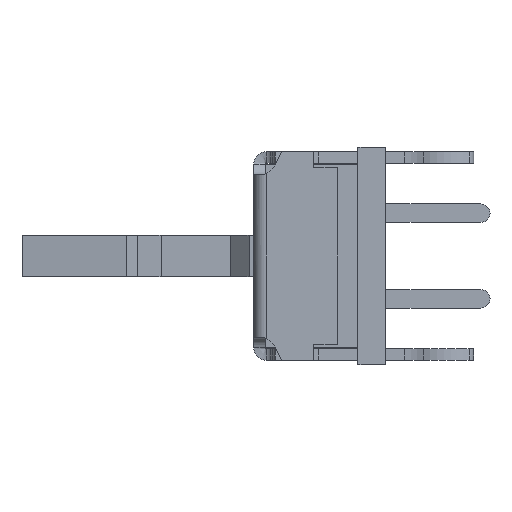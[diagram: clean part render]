
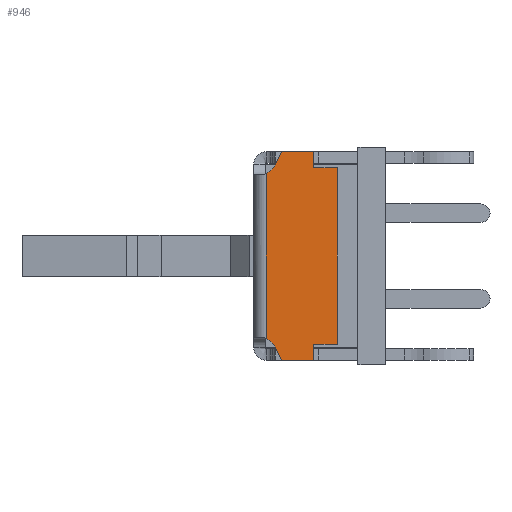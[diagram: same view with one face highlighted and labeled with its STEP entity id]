
A CAD part, left-side view. The second image highlights one B-rep face of the part: STEP entity #946.
In plain terms, the highlighted planar face has unit normal (-1, 0, 0).
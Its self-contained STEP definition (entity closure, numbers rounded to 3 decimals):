
#98 = EDGE_CURVE ( 'NONE', #1391, #890, #1250, .T. ) ;
#181 = LINE ( 'NONE', #6815, #5923 ) ;
#217 = CARTESIAN_POINT ( 'NONE',  ( -30., 5.691, -3.761 ) ) ;
#261 = CARTESIAN_POINT ( 'NONE',  ( -30., 5.761, 3.691 ) ) ;
#326 = CARTESIAN_POINT ( 'NONE',  ( -30., 2.9, -3.8 ) ) ;
#338 = LINE ( 'NONE', #1633, #2290 ) ;
#431 = DIRECTION ( 'NONE',  ( 0., -1., 0. ) ) ;
#645 = EDGE_CURVE ( 'NONE', #8205, #890, #181, .T. ) ;
#673 = VECTOR ( 'NONE', #7790, 1000. ) ;
#845 = EDGE_CURVE ( 'NONE', #8873, #4033, #2096, .T. ) ;
#857 = VECTOR ( 'NONE', #2843, 1000. ) ;
#864 = PLANE ( 'NONE',  #8958 ) ;
#890 = VERTEX_POINT ( 'NONE', #6697 ) ;
#946 = ADVANCED_FACE ( 'NONE', ( #7394 ), #864, .T. ) ;
#973 = CARTESIAN_POINT ( 'NONE',  ( -30., 3.9, 4.5 ) ) ;
#1002 = LINE ( 'NONE', #8546, #1634 ) ;
#1126 = VERTEX_POINT ( 'NONE', #2453 ) ;
#1207 = EDGE_CURVE ( 'NONE', #9550, #6598, #1002, .T. ) ;
#1223 = EDGE_CURVE ( 'NONE', #2501, #8873, #2500, .T. ) ;
#1250 = LINE ( 'NONE', #5788, #9730 ) ;
#1386 = ORIENTED_EDGE ( 'NONE', *, *, #6437, .F. ) ;
#1391 = VERTEX_POINT ( 'NONE', #8082 ) ;
#1398 = CARTESIAN_POINT ( 'NONE',  ( -30., 3.9, -3.8 ) ) ;
#1456 = DIRECTION ( 'NONE',  ( 0., 1., 0. ) ) ;
#1633 = CARTESIAN_POINT ( 'NONE',  ( -30., 3.9, 4.5 ) ) ;
#1634 = VECTOR ( 'NONE', #6289, 1000. ) ;
#1737 = AXIS2_PLACEMENT_3D ( 'NONE', #5982, #5284, #2293 ) ;
#1798 = LINE ( 'NONE', #9520, #857 ) ;
#1828 = VECTOR ( 'NONE', #8180, 1000. ) ;
#1856 = ORIENTED_EDGE ( 'NONE', *, *, #4964, .F. ) ;
#1921 = ORIENTED_EDGE ( 'NONE', *, *, #1207, .F. ) ;
#1932 = EDGE_LOOP ( 'NONE', ( #5519, #4368, #9674, #5119, #1856, #7646, #7689, #6519, #7715, #5255, #1921, #5844, #1944, #1386, #4512, #4442 ) ) ;
#1944 = ORIENTED_EDGE ( 'NONE', *, *, #2526, .F. ) ;
#2023 = EDGE_CURVE ( 'NONE', #2281, #1391, #4073, .T. ) ;
#2096 = LINE ( 'NONE', #5742, #8324 ) ;
#2125 = VERTEX_POINT ( 'NONE', #217 ) ;
#2196 = CARTESIAN_POINT ( 'NONE',  ( -30., 5.283, -4.5 ) ) ;
#2197 = CARTESIAN_POINT ( 'NONE',  ( -30., 0., 0. ) ) ;
#2202 = EDGE_CURVE ( 'NONE', #9567, #1126, #8593, .T. ) ;
#2219 = EDGE_CURVE ( 'NONE', #2501, #2281, #1798, .T. ) ;
#2281 = VERTEX_POINT ( 'NONE', #1398 ) ;
#2290 = VECTOR ( 'NONE', #7722, 1000. ) ;
#2293 = DIRECTION ( 'NONE',  ( 0., -1., 0. ) ) ;
#2453 = CARTESIAN_POINT ( 'NONE',  ( -30., 5.569, 3.929 ) ) ;
#2500 = LINE ( 'NONE', #4745, #673 ) ;
#2501 = VERTEX_POINT ( 'NONE', #5221 ) ;
#2526 = EDGE_CURVE ( 'NONE', #2125, #8703, #8526, .T. ) ;
#2657 = EDGE_CURVE ( 'NONE', #5609, #9567, #338, .T. ) ;
#2691 = AXIS2_PLACEMENT_3D ( 'NONE', #4089, #3144, #9176 ) ;
#2843 = DIRECTION ( 'NONE',  ( 0., 0., 1. ) ) ;
#2860 = CIRCLE ( 'NONE', #2691, 0.65 ) ;
#3074 = DIRECTION ( 'NONE',  ( -1., 0., 0. ) ) ;
#3144 = DIRECTION ( 'NONE',  ( -1., 0., 0. ) ) ;
#3480 = EDGE_CURVE ( 'NONE', #4547, #4680, #6896, .T. ) ;
#3591 = CARTESIAN_POINT ( 'NONE',  ( -30., 3.9, 3.8 ) ) ;
#4033 = VERTEX_POINT ( 'NONE', #8806 ) ;
#4048 = CARTESIAN_POINT ( 'NONE',  ( -30., 4.726, 4.726 ) ) ;
#4073 = LINE ( 'NONE', #326, #9132 ) ;
#4089 = CARTESIAN_POINT ( 'NONE',  ( -30., 6.15, -4.221 ) ) ;
#4133 = CARTESIAN_POINT ( 'NONE',  ( -30., 6.15, 4.221 ) ) ;
#4368 = ORIENTED_EDGE ( 'NONE', *, *, #2023, .T. ) ;
#4442 = ORIENTED_EDGE ( 'NONE', *, *, #1223, .F. ) ;
#4512 = ORIENTED_EDGE ( 'NONE', *, *, #845, .F. ) ;
#4547 = VERTEX_POINT ( 'NONE', #7437 ) ;
#4599 = DIRECTION ( 'NONE',  ( 0., 0.707, -0.707 ) ) ;
#4680 = VERTEX_POINT ( 'NONE', #261 ) ;
#4726 = DIRECTION ( 'NONE',  ( 0., 0.707, 0.707 ) ) ;
#4745 = CARTESIAN_POINT ( 'NONE',  ( -30., 3.9, -4.5 ) ) ;
#4861 = DIRECTION ( 'NONE',  ( 0., -1., 0. ) ) ;
#4964 = EDGE_CURVE ( 'NONE', #5609, #8205, #8232, .T. ) ;
#5119 = ORIENTED_EDGE ( 'NONE', *, *, #645, .F. ) ;
#5145 = CARTESIAN_POINT ( 'NONE',  ( -30., 5.761, -3.691 ) ) ;
#5221 = CARTESIAN_POINT ( 'NONE',  ( -30., 3.9, -4.5 ) ) ;
#5255 = ORIENTED_EDGE ( 'NONE', *, *, #6280, .T. ) ;
#5264 = EDGE_CURVE ( 'NONE', #1126, #4547, #6943, .T. ) ;
#5284 = DIRECTION ( 'NONE',  ( 1., 0., 0. ) ) ;
#5519 = ORIENTED_EDGE ( 'NONE', *, *, #2219, .T. ) ;
#5609 = VERTEX_POINT ( 'NONE', #973 ) ;
#5682 = CARTESIAN_POINT ( 'NONE',  ( -30., 3.9, 3.8 ) ) ;
#5742 = CARTESIAN_POINT ( 'NONE',  ( -30., 5.283, -4.5 ) ) ;
#5788 = CARTESIAN_POINT ( 'NONE',  ( -30., 2.9, 0. ) ) ;
#5844 = ORIENTED_EDGE ( 'NONE', *, *, #9777, .F. ) ;
#5923 = VECTOR ( 'NONE', #6059, 1000. ) ;
#5982 = CARTESIAN_POINT ( 'NONE',  ( -30., 6.221, 4.15 ) ) ;
#6007 = CARTESIAN_POINT ( 'NONE',  ( -30., 6.221, -4.15 ) ) ;
#6059 = DIRECTION ( 'NONE',  ( 0., -1., 0. ) ) ;
#6097 = DIRECTION ( 'NONE',  ( -1., 0., 0. ) ) ;
#6280 = EDGE_CURVE ( 'NONE', #4680, #6598, #6508, .T. ) ;
#6289 = DIRECTION ( 'NONE',  ( 0., 0., 1. ) ) ;
#6291 = CARTESIAN_POINT ( 'NONE',  ( -30., 5.283, 4.5 ) ) ;
#6437 = EDGE_CURVE ( 'NONE', #4033, #2125, #2860, .T. ) ;
#6508 = CIRCLE ( 'NONE', #1737, 0.65 ) ;
#6509 = DIRECTION ( 'NONE',  ( 1., 0., 0. ) ) ;
#6519 = ORIENTED_EDGE ( 'NONE', *, *, #5264, .T. ) ;
#6598 = VERTEX_POINT ( 'NONE', #9408 ) ;
#6697 = CARTESIAN_POINT ( 'NONE',  ( -30., 2.9, 3.8 ) ) ;
#6815 = CARTESIAN_POINT ( 'NONE',  ( -30., 2.9, 3.8 ) ) ;
#6896 = LINE ( 'NONE', #4048, #6922 ) ;
#6913 = VECTOR ( 'NONE', #8640, 1000. ) ;
#6922 = VECTOR ( 'NONE', #4599, 1000. ) ;
#6943 = CIRCLE ( 'NONE', #9000, 0.65 ) ;
#6972 = CARTESIAN_POINT ( 'NONE',  ( -30., 4.726, -4.726 ) ) ;
#7394 = FACE_OUTER_BOUND ( 'NONE', #1932, .T. ) ;
#7437 = CARTESIAN_POINT ( 'NONE',  ( -30., 5.691, 3.761 ) ) ;
#7646 = ORIENTED_EDGE ( 'NONE', *, *, #2657, .T. ) ;
#7689 = ORIENTED_EDGE ( 'NONE', *, *, #2202, .T. ) ;
#7715 = ORIENTED_EDGE ( 'NONE', *, *, #3480, .T. ) ;
#7722 = DIRECTION ( 'NONE',  ( 0., 1., 0. ) ) ;
#7790 = DIRECTION ( 'NONE',  ( 0., 1., 0. ) ) ;
#7916 = CARTESIAN_POINT ( 'NONE',  ( -30., 5.95, -3.559 ) ) ;
#8082 = CARTESIAN_POINT ( 'NONE',  ( -30., 2.9, -3.8 ) ) ;
#8180 = DIRECTION ( 'NONE',  ( 0., 0., -1. ) ) ;
#8205 = VERTEX_POINT ( 'NONE', #5682 ) ;
#8232 = LINE ( 'NONE', #3591, #1828 ) ;
#8324 = VECTOR ( 'NONE', #8939, 1000. ) ;
#8516 = DIRECTION ( 'NONE',  ( 0., -1., 0. ) ) ;
#8526 = LINE ( 'NONE', #6972, #9607 ) ;
#8546 = CARTESIAN_POINT ( 'NONE',  ( -30., 5.95, 0. ) ) ;
#8593 = LINE ( 'NONE', #6291, #6913 ) ;
#8640 = DIRECTION ( 'NONE',  ( 0., 0.449, -0.894 ) ) ;
#8703 = VERTEX_POINT ( 'NONE', #5145 ) ;
#8806 = CARTESIAN_POINT ( 'NONE',  ( -30., 5.569, -3.929 ) ) ;
#8835 = DIRECTION ( 'NONE',  ( 0., 0., 1. ) ) ;
#8856 = CARTESIAN_POINT ( 'NONE',  ( -30., 5.283, 4.5 ) ) ;
#8873 = VERTEX_POINT ( 'NONE', #2196 ) ;
#8939 = DIRECTION ( 'NONE',  ( 0., 0.449, 0.894 ) ) ;
#8958 = AXIS2_PLACEMENT_3D ( 'NONE', #2197, #6097, #1456 ) ;
#9000 = AXIS2_PLACEMENT_3D ( 'NONE', #4133, #6509, #431 ) ;
#9132 = VECTOR ( 'NONE', #4861, 1000. ) ;
#9176 = DIRECTION ( 'NONE',  ( 0., -1., 0. ) ) ;
#9255 = AXIS2_PLACEMENT_3D ( 'NONE', #6007, #3074, #8516 ) ;
#9408 = CARTESIAN_POINT ( 'NONE',  ( -30., 5.95, 3.559 ) ) ;
#9520 = CARTESIAN_POINT ( 'NONE',  ( -30., 3.9, -3.8 ) ) ;
#9550 = VERTEX_POINT ( 'NONE', #7916 ) ;
#9565 = CIRCLE ( 'NONE', #9255, 0.65 ) ;
#9567 = VERTEX_POINT ( 'NONE', #8856 ) ;
#9607 = VECTOR ( 'NONE', #4726, 1000. ) ;
#9674 = ORIENTED_EDGE ( 'NONE', *, *, #98, .T. ) ;
#9730 = VECTOR ( 'NONE', #8835, 1000. ) ;
#9777 = EDGE_CURVE ( 'NONE', #8703, #9550, #9565, .T. ) ;
